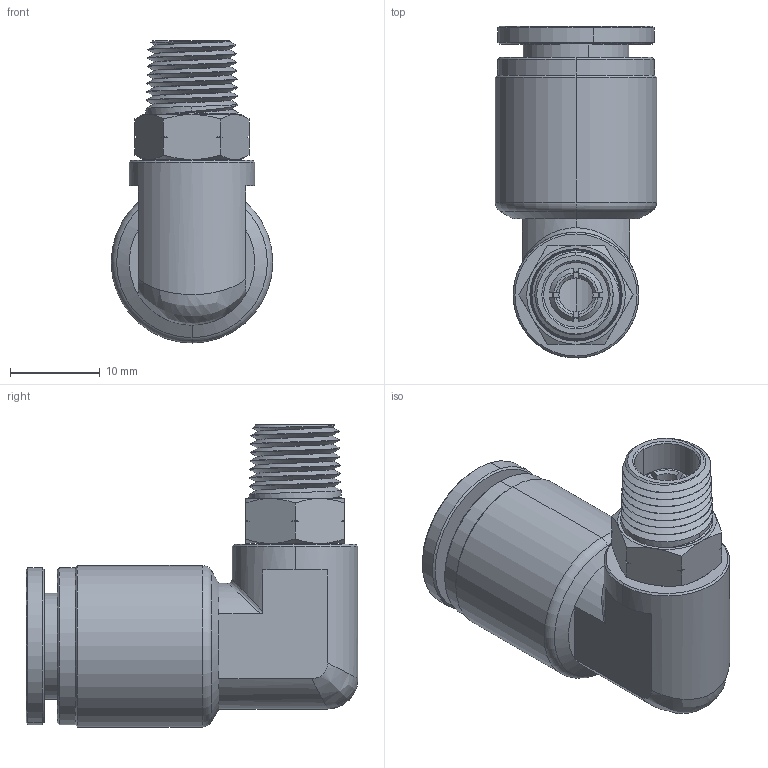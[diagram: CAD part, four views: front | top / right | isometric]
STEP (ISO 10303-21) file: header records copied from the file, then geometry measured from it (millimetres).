
FILE_DESCRIPTION (( 'STEP AP214' ), '1' );
FILE_NAME ('MES3-8N1-8W.STEP', '2018-07-20T19:00:56', ( '' ), ( '' ), 'SwSTEP 2.0', 'SolidWorks 2016', '' );
FILE_SCHEMA (( 'AUTOMOTIVE_DESIGN' ));
Length unit declared in the file: millimetre
Products named in the file (1): MES3-8N1-8W
Bounding box: 18 x 36.97 x 33.65 mm (x, y, z)
Volume: 6039.9 mm3; surface area: 8124.9 mm2
Topology: 7 solids, 7 shells, 533 faces, 1456 edges, 946 vertices
Faces by surface type: cone 189, plane 188, cylinder 85, bspline 67, torus 4
Entity records: 27629 total; most frequent: CARTESIAN_POINT 9199, ORIENTED_EDGE 2908, DIRECTION 2250, EDGE_CURVE 1454, VERTEX_POINT 946, AXIS2_PLACEMENT_3D 901, EDGE_LOOP 558, UNCERTAINTY_MEASURE_WITH_UNIT 542
